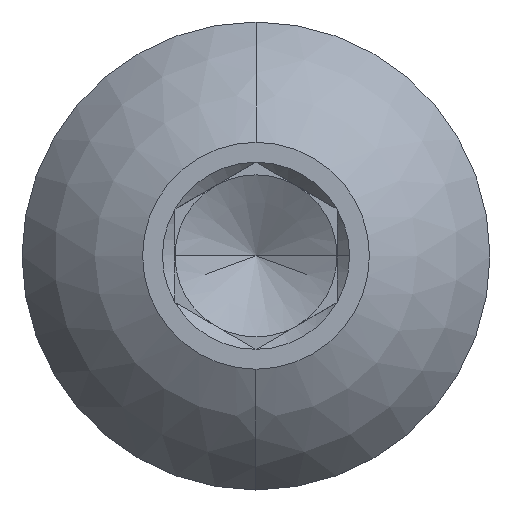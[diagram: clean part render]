
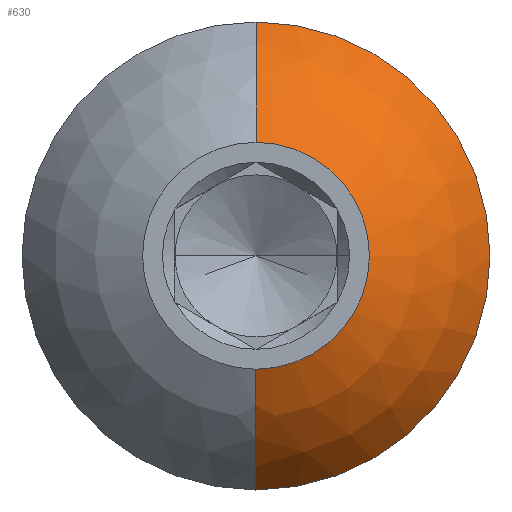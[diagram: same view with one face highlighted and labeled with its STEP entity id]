
A CAD part, top view. The second image highlights one B-rep face of the part: STEP entity #630.
In plain terms, the highlighted spherical face has radius 5.246 mm.
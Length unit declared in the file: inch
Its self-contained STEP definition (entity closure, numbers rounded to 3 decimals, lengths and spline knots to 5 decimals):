
#10 = VERTEX_POINT ( 'NONE', #857 ) ;
#43 = DIRECTION ( 'NONE',  ( 1., 0., 0. ) ) ;
#54 = CIRCLE ( 'NONE', #579, 0.1805 ) ;
#94 = CARTESIAN_POINT ( 'NONE',  ( 0., 0., 1.23843 ) ) ;
#103 = VERTEX_POINT ( 'NONE', #720 ) ;
#116 = CIRCLE ( 'NONE', #715, 0.20652 ) ;
#122 = VERTEX_POINT ( 'NONE', #701 ) ;
#129 = CARTESIAN_POINT ( 'NONE',  ( 0., -0.0875, 1.4255 ) ) ;
#173 = DIRECTION ( 'NONE',  ( 1., 0., 0. ) ) ;
#215 = DIRECTION ( 'NONE',  ( -1., 0., 0. ) ) ;
#227 = DIRECTION ( 'NONE',  ( 0., 0., -1. ) ) ;
#229 = EDGE_CURVE ( 'NONE', #643, #103, #265, .T. ) ;
#252 = CIRCLE ( 'NONE', #845, 0.0875 ) ;
#265 = CIRCLE ( 'NONE', #478, 0.1805 ) ;
#282 = CIRCLE ( 'NONE', #803, 0.20652 ) ;
#289 = CARTESIAN_POINT ( 'NONE',  ( 0.1805, 0., 1.33879 ) ) ;
#353 = DIRECTION ( 'NONE',  ( 0., 0., 1. ) ) ;
#355 = CARTESIAN_POINT ( 'NONE',  ( 0., 0., 1.33879 ) ) ;
#383 = DIRECTION ( 'NONE',  ( 0., 0., -1. ) ) ;
#394 = CARTESIAN_POINT ( 'NONE',  ( 0., 0., 1.4255 ) ) ;
#447 = AXIS2_PLACEMENT_3D ( 'NONE', #713, #227, #799 ) ;
#476 = EDGE_CURVE ( 'NONE', #122, #871, #116, .T. ) ;
#478 = AXIS2_PLACEMENT_3D ( 'NONE', #355, #936, #879 ) ;
#514 = DIRECTION ( 'NONE',  ( 0., -1., 0. ) ) ;
#541 = ORIENTED_EDGE ( 'NONE', *, *, #229, .T. ) ;
#544 = ORIENTED_EDGE ( 'NONE', *, *, #476, .F. ) ;
#569 = ORIENTED_EDGE ( 'NONE', *, *, #729, .T. ) ;
#579 = AXIS2_PLACEMENT_3D ( 'NONE', #849, #353, #934 ) ;
#630 = ADVANCED_FACE ( 'NONE', ( #779 ), #856, .T. ) ;
#639 = EDGE_CURVE ( 'NONE', #122, #643, #54, .T. ) ;
#643 = VERTEX_POINT ( 'NONE', #289 ) ;
#685 = EDGE_LOOP ( 'NONE', ( #544, #762, #541, #569, #883 ) ) ;
#690 = DIRECTION ( 'NONE',  ( 0., 0., 1. ) ) ;
#701 = CARTESIAN_POINT ( 'NONE',  ( 0., -0.1805, 1.33879 ) ) ;
#713 = CARTESIAN_POINT ( 'NONE',  ( 0., 0., 1.23843 ) ) ;
#715 = AXIS2_PLACEMENT_3D ( 'NONE', #786, #215, #514 ) ;
#720 = CARTESIAN_POINT ( 'NONE',  ( 0., 0.1805, 1.33879 ) ) ;
#729 = EDGE_CURVE ( 'NONE', #103, #10, #282, .T. ) ;
#762 = ORIENTED_EDGE ( 'NONE', *, *, #639, .T. ) ;
#779 = FACE_OUTER_BOUND ( 'NONE', #685, .T. ) ;
#786 = CARTESIAN_POINT ( 'NONE',  ( 0., 0., 1.23843 ) ) ;
#799 = DIRECTION ( 'NONE',  ( 0., 1., 0. ) ) ;
#802 = EDGE_CURVE ( 'NONE', #871, #10, #252, .T. ) ;
#803 = AXIS2_PLACEMENT_3D ( 'NONE', #94, #173, #383 ) ;
#845 = AXIS2_PLACEMENT_3D ( 'NONE', #394, #690, #43 ) ;
#849 = CARTESIAN_POINT ( 'NONE',  ( 0., 0., 1.33879 ) ) ;
#856 = SPHERICAL_SURFACE ( 'NONE', #447, 0.20652 ) ;
#857 = CARTESIAN_POINT ( 'NONE',  ( 0., 0.0875, 1.4255 ) ) ;
#871 = VERTEX_POINT ( 'NONE', #129 ) ;
#879 = DIRECTION ( 'NONE',  ( 1., 0., 0. ) ) ;
#883 = ORIENTED_EDGE ( 'NONE', *, *, #802, .F. ) ;
#934 = DIRECTION ( 'NONE',  ( 1., 0., 0. ) ) ;
#936 = DIRECTION ( 'NONE',  ( 0., 0., 1. ) ) ;
